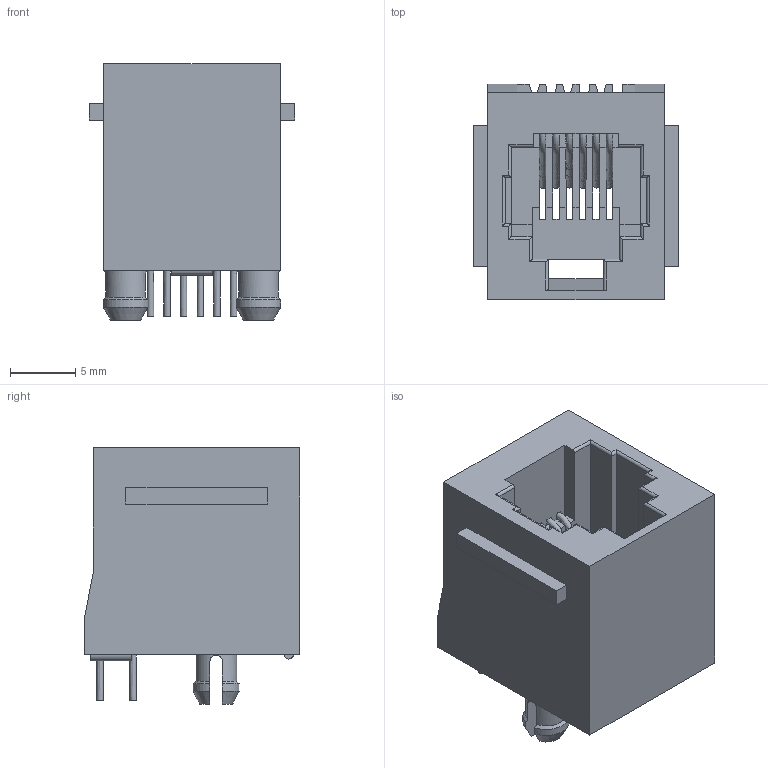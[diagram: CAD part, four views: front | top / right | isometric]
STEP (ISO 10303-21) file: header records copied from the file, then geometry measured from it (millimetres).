
FILE_DESCRIPTION(/* description */ ('Unknown'),/* implementation_level */ '2;1');
FILE_NAME(/* name */ 'J_Wurth_WR-MJ_615006138521',/* time_stamp */ '2025-07-07T15:54:43+08:00',/* author */ ('Unknown'),/* organization */ ('Unknown'),/* preprocessor_version */ 'ST-DEVELOPER v19.4',/* originating_system */ 'Solid Edge',/* authorisation */ 'Unknown');
FILE_SCHEMA (('AUTOMOTIVE_DESIGN {1 0 10303 214 3 1 1}'));
Length unit declared in the file: millimetre
Products named in the file (2): J_Wurth_WR-MJ_615006138521
Assembly tree (1 placements, depth 2):
  J_Wurth_WR-MJ_615006138521
    J_Wurth_WR-MJ_615006138521
Bounding box: 15.7 x 16.5 x 19.6 mm (x, y, z)
Volume: 1897.3 mm3; surface area: 2777.6 mm2
Topology: 1 solids, 1 shells, 305 faces, 967 edges, 622 vertices
Faces by surface type: plane 237, cylinder 54, cone 8, bspline 6
Full cylindrical faces by diameter (mm): 1.8 x2, 3.15 x2
Entity records: 18280 total; most frequent: CARTESIAN_POINT 7921, ORIENTED_EDGE 1842, DIRECTION 1492, EDGE_CURVE 921, LINE 666, VECTOR 666, VERTEX_POINT 596, AXIS2_PLACEMENT_3D 413
